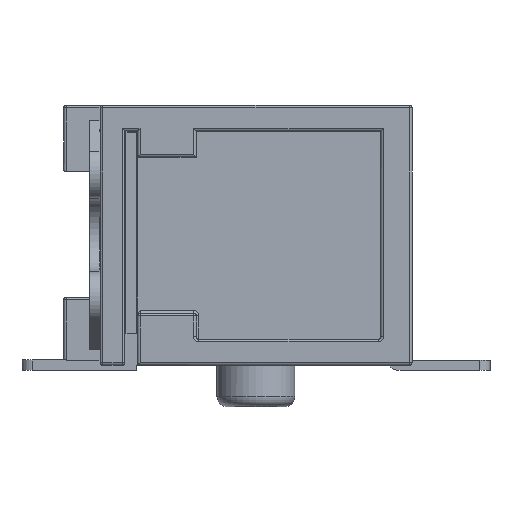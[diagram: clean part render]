
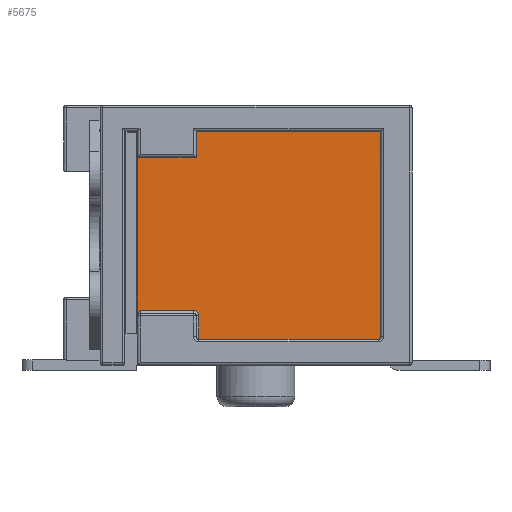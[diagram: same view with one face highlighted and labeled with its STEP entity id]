
A CAD part, left-side view. The second image highlights one B-rep face of the part: STEP entity #5675.
In plain terms, the highlighted planar face has unit normal (-1, 0, 0).
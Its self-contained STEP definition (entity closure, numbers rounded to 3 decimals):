
#332=PLANE('',#6223);
#443=LINE('',#9256,#979);
#630=LINE('',#10081,#1166);
#634=LINE('',#10101,#1170);
#754=LINE('',#10516,#1290);
#755=LINE('',#10518,#1291);
#756=LINE('',#10520,#1292);
#757=LINE('',#10522,#1293);
#758=LINE('',#10524,#1294);
#759=LINE('',#10525,#1295);
#979=VECTOR('',#6430,10.);
#1166=VECTOR('',#7033,10.);
#1170=VECTOR('',#7059,10.);
#1290=VECTOR('',#7521,1000.);
#1291=VECTOR('',#7522,1000.);
#1292=VECTOR('',#7523,1000.);
#1293=VECTOR('',#7524,1000.);
#1294=VECTOR('',#7525,1000.);
#1295=VECTOR('',#7526,1000.);
#1718=FACE_OUTER_BOUND('',#2061,.T.);
#2061=EDGE_LOOP('',(#4758,#4759,#4760,#4761,#4762,#4763,#4764,#4765,#4766,
#4767,#4768,#4769));
#2309=CIRCLE('',#6038,0.1);
#2360=CIRCLE('',#6152,0.05);
#2450=B_SPLINE_CURVE_WITH_KNOTS('',3,(#9328,#9329,#9330,#9331,#9332,#9333),
 .UNSPECIFIED.,.F.,.F.,(4,2,4),(0.025,0.029,0.035),
 .UNSPECIFIED.);
#2495=VERTEX_POINT('',#9254);
#2496=VERTEX_POINT('',#9255);
#2527=VERTEX_POINT('',#9326);
#2707=VERTEX_POINT('',#10075);
#2708=VERTEX_POINT('',#10076);
#2713=VERTEX_POINT('',#10100);
#2755=VERTEX_POINT('',#10282);
#2756=VERTEX_POINT('',#10283);
#2820=VERTEX_POINT('',#10517);
#2821=VERTEX_POINT('',#10519);
#2822=VERTEX_POINT('',#10521);
#2823=VERTEX_POINT('',#10523);
#3005=EDGE_CURVE('',#2495,#2496,#443,.T.);
#3040=EDGE_CURVE('',#2527,#2496,#2450,.F.);
#3314=EDGE_CURVE('',#2707,#2708,#2309,.T.);
#3317=EDGE_CURVE('',#2708,#2527,#630,.T.);
#3327=EDGE_CURVE('',#2713,#2707,#634,.T.);
#3421=EDGE_CURVE('',#2755,#2756,#2360,.T.);
#3527=EDGE_CURVE('',#2755,#2713,#754,.T.);
#3528=EDGE_CURVE('',#2820,#2756,#755,.T.);
#3529=EDGE_CURVE('',#2821,#2820,#756,.T.);
#3530=EDGE_CURVE('',#2822,#2821,#757,.T.);
#3531=EDGE_CURVE('',#2823,#2822,#758,.T.);
#3532=EDGE_CURVE('',#2495,#2823,#759,.T.);
#4758=ORIENTED_EDGE('',*,*,#3005,.T.);
#4759=ORIENTED_EDGE('',*,*,#3040,.F.);
#4760=ORIENTED_EDGE('',*,*,#3317,.F.);
#4761=ORIENTED_EDGE('',*,*,#3314,.F.);
#4762=ORIENTED_EDGE('',*,*,#3327,.F.);
#4763=ORIENTED_EDGE('',*,*,#3527,.F.);
#4764=ORIENTED_EDGE('',*,*,#3421,.T.);
#4765=ORIENTED_EDGE('',*,*,#3528,.F.);
#4766=ORIENTED_EDGE('',*,*,#3529,.F.);
#4767=ORIENTED_EDGE('',*,*,#3530,.F.);
#4768=ORIENTED_EDGE('',*,*,#3531,.F.);
#4769=ORIENTED_EDGE('',*,*,#3532,.F.);
#5675=ADVANCED_FACE('',(#1718),#332,.T.);
#6038=AXIS2_PLACEMENT_3D('',#10077,#7025,#7026);
#6152=AXIS2_PLACEMENT_3D('',#10284,#7298,#7299);
#6223=AXIS2_PLACEMENT_3D('',#10515,#7519,#7520);
#6430=DIRECTION('',(0.,0.,-1.));
#7025=DIRECTION('center_axis',(-1.,0.,0.));
#7026=DIRECTION('ref_axis',(0.,-0.707,0.707));
#7033=DIRECTION('',(0.,1.,0.));
#7059=DIRECTION('',(0.,0.,1.));
#7298=DIRECTION('center_axis',(-1.,0.,0.));
#7299=DIRECTION('ref_axis',(0.,-0.707,-0.707));
#7519=DIRECTION('center_axis',(-1.,0.,0.));
#7520=DIRECTION('ref_axis',(0.,-1.,0.));
#7521=DIRECTION('',(0.,1.,0.));
#7522=DIRECTION('',(0.,0.,-1.));
#7523=DIRECTION('',(0.,-1.,0.));
#7524=DIRECTION('',(0.,-1.,0.));
#7525=DIRECTION('',(0.,0.,1.));
#7526=DIRECTION('',(0.,-1.,0.));
#9254=CARTESIAN_POINT('',(-5.55,2.28,4.));
#9255=CARTESIAN_POINT('',(-5.55,2.28,0.963));
#9256=CARTESIAN_POINT('',(-5.55,2.28,1.005));
#9326=CARTESIAN_POINT('',(-5.55,2.23,1.05));
#9328=CARTESIAN_POINT('Ctrl Pts',(-5.55,2.28,0.963));
#9329=CARTESIAN_POINT('Ctrl Pts',(-5.55,2.28,0.976));
#9330=CARTESIAN_POINT('Ctrl Pts',(-5.55,2.276,0.991));
#9331=CARTESIAN_POINT('Ctrl Pts',(-5.55,2.26,1.019));
#9332=CARTESIAN_POINT('Ctrl Pts',(-5.55,2.244,1.036));
#9333=CARTESIAN_POINT('Ctrl Pts',(-5.55,2.23,1.05));
#10075=CARTESIAN_POINT('',(-5.55,1.1,0.95));
#10076=CARTESIAN_POINT('',(-5.55,1.2,1.05));
#10077=CARTESIAN_POINT('Origin',(-5.55,1.2,0.95));
#10081=CARTESIAN_POINT('',(-5.55,3.39,1.05));
#10100=CARTESIAN_POINT('',(-5.55,1.1,0.5));
#10101=CARTESIAN_POINT('',(-5.55,1.1,0.45));
#10282=CARTESIAN_POINT('',(-5.55,-2.35,0.5));
#10283=CARTESIAN_POINT('',(-5.55,-2.4,0.55));
#10284=CARTESIAN_POINT('Origin',(-5.55,-2.35,0.55));
#10515=CARTESIAN_POINT('Origin',(-5.55,4.5,-0.1));
#10516=CARTESIAN_POINT('',(-5.55,1.15,0.5));
#10517=CARTESIAN_POINT('',(-5.55,-2.4,4.5));
#10518=CARTESIAN_POINT('',(-5.55,-2.4,0.5));
#10519=CARTESIAN_POINT('',(-5.55,0.8,4.5));
#10520=CARTESIAN_POINT('',(-5.55,-2.4,4.5));
#10521=CARTESIAN_POINT('',(-5.55,1.15,4.5));
#10522=CARTESIAN_POINT('',(-5.55,-2.4,4.5));
#10523=CARTESIAN_POINT('',(-5.55,1.15,4.));
#10524=CARTESIAN_POINT('',(-5.55,1.15,4.5));
#10525=CARTESIAN_POINT('',(-5.55,1.15,4.));
